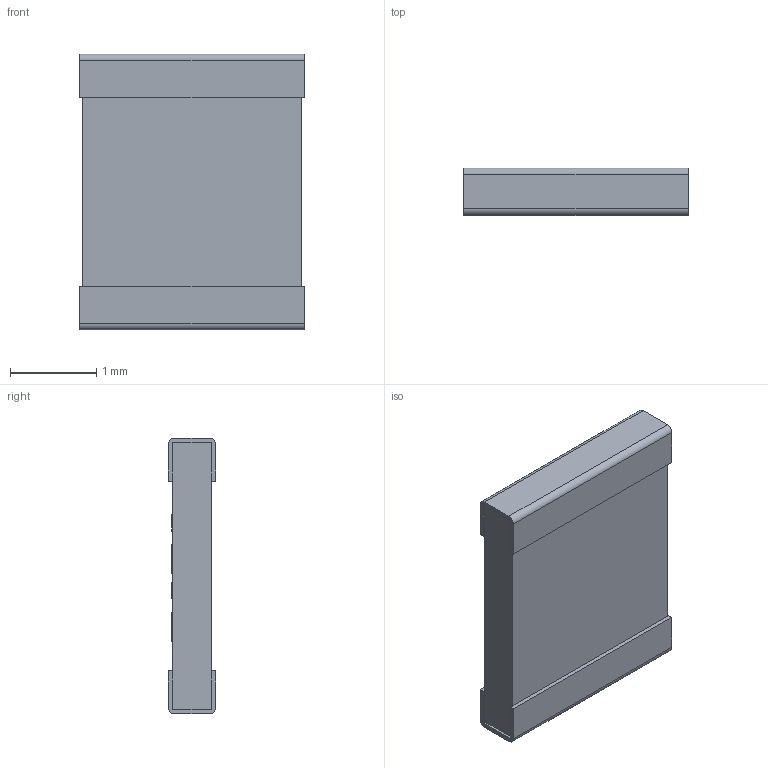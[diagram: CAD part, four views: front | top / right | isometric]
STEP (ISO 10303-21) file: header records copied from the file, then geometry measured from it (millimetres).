
FILE_DESCRIPTION (( 'STEP AP214' ), '1' );
FILE_NAME ('Stackpole CSR1210 Res.STEP', '2016-03-16T00:10:51', ( '' ), ( '' ), 'SwSTEP 2.0', 'SolidWorks 2015', '' );
FILE_SCHEMA (( 'AUTOMOTIVE_DESIGN' ));
Length unit declared in the file: millimetre
Products named in the file (1): Stackpole CSR1210 Res
Bounding box: 2.6 x 0.55 x 3.2 mm (x, y, z)
Volume: 3.9 mm3; surface area: 36.4 mm2
Topology: 3 solids, 3 shells, 70 faces, 177 edges, 118 vertices
Faces by surface type: plane 50, bspline 16, cylinder 4
Entity records: 3548 total; most frequent: CARTESIAN_POINT 1454, ORIENTED_EDGE 354, DIRECTION 263, EDGE_CURVE 177, LINE 137, VECTOR 137, VERTEX_POINT 118, EDGE_LOOP 75
